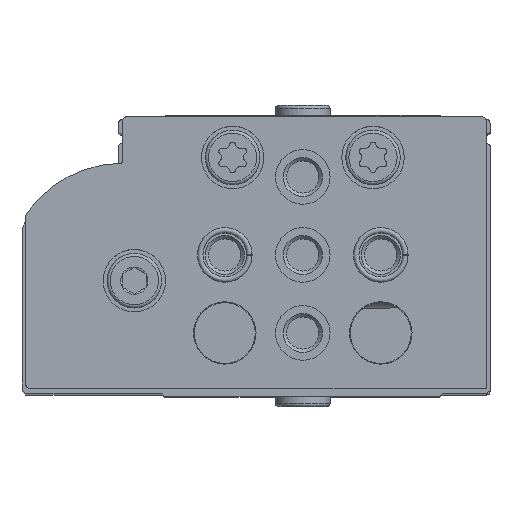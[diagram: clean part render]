
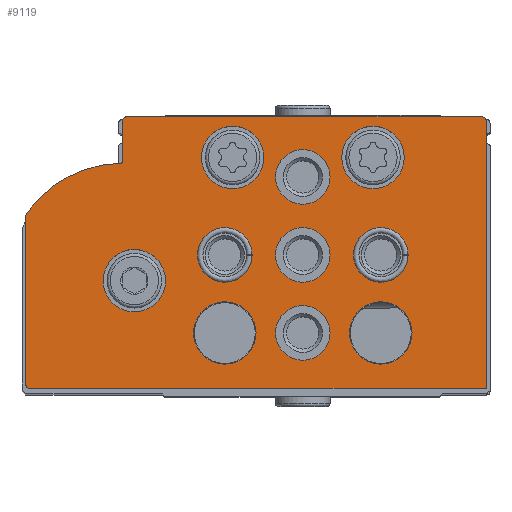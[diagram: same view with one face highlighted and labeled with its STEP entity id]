
A CAD part, top view. The second image highlights one B-rep face of the part: STEP entity #9119.
In plain terms, the highlighted face is planar.
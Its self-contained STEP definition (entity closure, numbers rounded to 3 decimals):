
#912=LINE('',#15433,#1578);
#914=LINE('',#15437,#1580);
#917=LINE('',#15445,#1583);
#922=LINE('',#15461,#1588);
#925=LINE('',#15469,#1591);
#1578=VECTOR('',#12470,1000.);
#1580=VECTOR('',#12474,1000.);
#1583=VECTOR('',#12483,1000.);
#1588=VECTOR('',#12502,1000.);
#1591=VECTOR('',#12511,1000.);
#3400=ORIENTED_EDGE('',*,*,#5070,.T.);
#3401=ORIENTED_EDGE('',*,*,#5071,.T.);
#3402=ORIENTED_EDGE('',*,*,#5072,.T.);
#3403=ORIENTED_EDGE('',*,*,#5073,.T.);
#3404=ORIENTED_EDGE('',*,*,#5074,.T.);
#3405=ORIENTED_EDGE('',*,*,#5075,.T.);
#3406=ORIENTED_EDGE('',*,*,#5076,.T.);
#3407=ORIENTED_EDGE('',*,*,#5077,.T.);
#3408=ORIENTED_EDGE('',*,*,#5078,.T.);
#3409=ORIENTED_EDGE('',*,*,#5079,.T.);
#3410=ORIENTED_EDGE('',*,*,#5047,.F.);
#3411=ORIENTED_EDGE('',*,*,#5068,.F.);
#3412=ORIENTED_EDGE('',*,*,#5066,.F.);
#3413=ORIENTED_EDGE('',*,*,#5064,.F.);
#3414=ORIENTED_EDGE('',*,*,#5062,.T.);
#3415=ORIENTED_EDGE('',*,*,#5060,.F.);
#3416=ORIENTED_EDGE('',*,*,#5058,.F.);
#3417=ORIENTED_EDGE('',*,*,#5056,.F.);
#3418=ORIENTED_EDGE('',*,*,#5054,.F.);
#3419=ORIENTED_EDGE('',*,*,#5052,.F.);
#3420=ORIENTED_EDGE('',*,*,#5050,.F.);
#5047=EDGE_CURVE('',#6059,#6060,#6641,.T.);
#5050=EDGE_CURVE('',#6060,#6061,#912,.T.);
#5052=EDGE_CURVE('',#6061,#6062,#914,.T.);
#5054=EDGE_CURVE('',#6062,#6063,#6642,.T.);
#5056=EDGE_CURVE('',#6063,#6064,#917,.T.);
#5058=EDGE_CURVE('',#6064,#6065,#6643,.T.);
#5060=EDGE_CURVE('',#6065,#6066,#6644,.T.);
#5062=EDGE_CURVE('',#6067,#6066,#6645,.T.);
#5064=EDGE_CURVE('',#6067,#6068,#922,.T.);
#5066=EDGE_CURVE('',#6068,#6069,#6646,.T.);
#5068=EDGE_CURVE('',#6069,#6059,#925,.T.);
#5070=EDGE_CURVE('',#6070,#6070,#6647,.T.);
#5071=EDGE_CURVE('',#6071,#6071,#6648,.T.);
#5072=EDGE_CURVE('',#6072,#6072,#6649,.T.);
#5073=EDGE_CURVE('',#6073,#6073,#6650,.T.);
#5074=EDGE_CURVE('',#6074,#6074,#6651,.T.);
#5075=EDGE_CURVE('',#6075,#6075,#6652,.T.);
#5076=EDGE_CURVE('',#6076,#6076,#6653,.T.);
#5077=EDGE_CURVE('',#6077,#6077,#6654,.T.);
#5078=EDGE_CURVE('',#6078,#6078,#6655,.T.);
#5079=EDGE_CURVE('',#6079,#6079,#6656,.T.);
#6059=VERTEX_POINT('',#15428);
#6060=VERTEX_POINT('',#15429);
#6061=VERTEX_POINT('',#15434);
#6062=VERTEX_POINT('',#15438);
#6063=VERTEX_POINT('',#15442);
#6064=VERTEX_POINT('',#15446);
#6065=VERTEX_POINT('',#15450);
#6066=VERTEX_POINT('',#15454);
#6067=VERTEX_POINT('',#15458);
#6068=VERTEX_POINT('',#15462);
#6069=VERTEX_POINT('',#15466);
#6070=VERTEX_POINT('',#15473);
#6071=VERTEX_POINT('',#15475);
#6072=VERTEX_POINT('',#15477);
#6073=VERTEX_POINT('',#15479);
#6074=VERTEX_POINT('',#15481);
#6075=VERTEX_POINT('',#15483);
#6076=VERTEX_POINT('',#15485);
#6077=VERTEX_POINT('',#15487);
#6078=VERTEX_POINT('',#15489);
#6079=VERTEX_POINT('',#15491);
#6641=CIRCLE('',#10211,0.5);
#6642=CIRCLE('',#10215,0.5);
#6643=CIRCLE('',#10218,1.);
#6644=CIRCLE('',#10220,15.);
#6645=CIRCLE('',#10222,0.3);
#6646=CIRCLE('',#10225,0.5);
#6647=CIRCLE('',#10228,4.);
#6648=CIRCLE('',#10229,4.);
#6649=CIRCLE('',#10230,4.);
#6650=CIRCLE('',#10231,3.5);
#6651=CIRCLE('',#10232,3.5);
#6652=CIRCLE('',#10233,3.5);
#6653=CIRCLE('',#10234,3.5);
#6654=CIRCLE('',#10235,3.5);
#6655=CIRCLE('',#10236,4.);
#6656=CIRCLE('',#10237,4.);
#7336=EDGE_LOOP('',(#3400));
#7337=EDGE_LOOP('',(#3401));
#7338=EDGE_LOOP('',(#3402));
#7339=EDGE_LOOP('',(#3403));
#7340=EDGE_LOOP('',(#3404));
#7341=EDGE_LOOP('',(#3405));
#7342=EDGE_LOOP('',(#3406));
#7343=EDGE_LOOP('',(#3407));
#7344=EDGE_LOOP('',(#3408));
#7345=EDGE_LOOP('',(#3409));
#7346=EDGE_LOOP('',(#3410,#3411,#3412,#3413,#3414,#3415,#3416,#3417,#3418,
#3419,#3420));
#8170=FACE_BOUND('',#7336,.T.);
#8171=FACE_BOUND('',#7337,.T.);
#8172=FACE_BOUND('',#7338,.T.);
#8173=FACE_BOUND('',#7339,.T.);
#8174=FACE_BOUND('',#7340,.T.);
#8175=FACE_BOUND('',#7341,.T.);
#8176=FACE_BOUND('',#7342,.T.);
#8177=FACE_BOUND('',#7343,.T.);
#8178=FACE_BOUND('',#7344,.T.);
#8179=FACE_BOUND('',#7345,.T.);
#8180=FACE_BOUND('',#7346,.T.);
#8685=PLANE('',#10227);
#9119=ADVANCED_FACE('',(#8170,#8171,#8172,#8173,#8174,#8175,#8176,#8177,
#8178,#8179,#8180),#8685,.F.);
#10211=AXIS2_PLACEMENT_3D('',#15427,#12464,#12465);
#10215=AXIS2_PLACEMENT_3D('',#15441,#12478,#12479);
#10218=AXIS2_PLACEMENT_3D('',#15449,#12487,#12488);
#10220=AXIS2_PLACEMENT_3D('',#15453,#12492,#12493);
#10222=AXIS2_PLACEMENT_3D('',#15457,#12497,#12498);
#10225=AXIS2_PLACEMENT_3D('',#15465,#12506,#12507);
#10227=AXIS2_PLACEMENT_3D('',#15471,#12513,#12514);
#10228=AXIS2_PLACEMENT_3D('',#15472,#12515,#12516);
#10229=AXIS2_PLACEMENT_3D('',#15474,#12517,#12518);
#10230=AXIS2_PLACEMENT_3D('',#15476,#12519,#12520);
#10231=AXIS2_PLACEMENT_3D('',#15478,#12521,#12522);
#10232=AXIS2_PLACEMENT_3D('',#15480,#12523,#12524);
#10233=AXIS2_PLACEMENT_3D('',#15482,#12525,#12526);
#10234=AXIS2_PLACEMENT_3D('',#15484,#12527,#12528);
#10235=AXIS2_PLACEMENT_3D('',#15486,#12529,#12530);
#10236=AXIS2_PLACEMENT_3D('',#15488,#12531,#12532);
#10237=AXIS2_PLACEMENT_3D('',#15490,#12533,#12534);
#12464=DIRECTION('',(0.,0.,1.));
#12465=DIRECTION('',(1.,0.,0.));
#12470=DIRECTION('',(0.,-1.,0.));
#12474=DIRECTION('',(1.,0.,0.));
#12478=DIRECTION('',(0.,0.,1.));
#12479=DIRECTION('',(1.,0.,0.));
#12483=DIRECTION('',(0.,1.,0.));
#12487=DIRECTION('',(0.,0.,1.));
#12488=DIRECTION('',(1.,0.,0.));
#12492=DIRECTION('',(0.,0.,1.));
#12493=DIRECTION('',(1.,0.,0.));
#12497=DIRECTION('',(0.,0.,1.));
#12498=DIRECTION('',(1.,0.,0.));
#12502=DIRECTION('',(0.,1.,0.));
#12506=DIRECTION('',(0.,0.,1.));
#12507=DIRECTION('',(1.,0.,0.));
#12511=DIRECTION('',(-1.,0.,0.));
#12513=DIRECTION('',(0.,0.,1.));
#12514=DIRECTION('',(1.,0.,0.));
#12515=DIRECTION('',(0.,0.,1.));
#12516=DIRECTION('',(1.,0.,0.));
#12517=DIRECTION('',(0.,0.,1.));
#12518=DIRECTION('',(1.,0.,0.));
#12519=DIRECTION('',(0.,0.,1.));
#12520=DIRECTION('',(1.,0.,0.));
#12521=DIRECTION('',(0.,0.,1.));
#12522=DIRECTION('',(1.,0.,0.));
#12523=DIRECTION('',(0.,0.,1.));
#12524=DIRECTION('',(1.,0.,0.));
#12525=DIRECTION('',(0.,0.,1.));
#12526=DIRECTION('',(1.,0.,0.));
#12527=DIRECTION('',(0.,0.,1.));
#12528=DIRECTION('',(1.,0.,0.));
#12529=DIRECTION('',(0.,0.,1.));
#12530=DIRECTION('',(1.,0.,0.));
#12531=DIRECTION('',(0.,0.,1.));
#12532=DIRECTION('',(1.,0.,0.));
#12533=DIRECTION('',(0.,0.,1.));
#12534=DIRECTION('',(1.,0.,0.));
#15427=CARTESIAN_POINT('',(0.5,34.3,0.));
#15428=CARTESIAN_POINT('',(0.5,34.8,0.));
#15429=CARTESIAN_POINT('',(0.,34.3,0.));
#15433=CARTESIAN_POINT('',(0.,34.3,0.));
#15434=CARTESIAN_POINT('',(0.,0.,0.));
#15437=CARTESIAN_POINT('',(0.,0.,0.));
#15438=CARTESIAN_POINT('',(58.5,0.,0.));
#15441=CARTESIAN_POINT('',(58.5,0.5,0.));
#15442=CARTESIAN_POINT('',(59.,0.5,0.));
#15445=CARTESIAN_POINT('',(59.,0.5,0.));
#15446=CARTESIAN_POINT('',(59.,21.976,0.));
#15449=CARTESIAN_POINT('',(58.,21.976,0.));
#15450=CARTESIAN_POINT('',(58.814,22.557,0.));
#15453=CARTESIAN_POINT('',(46.6,13.85,0.));
#15454=CARTESIAN_POINT('',(46.894,28.847,0.));
#15457=CARTESIAN_POINT('',(46.9,29.147,0.));
#15458=CARTESIAN_POINT('',(46.6,29.147,0.));
#15461=CARTESIAN_POINT('',(46.6,29.147,0.));
#15462=CARTESIAN_POINT('',(46.6,34.3,0.));
#15465=CARTESIAN_POINT('',(46.1,34.3,0.));
#15466=CARTESIAN_POINT('',(46.1,34.8,0.));
#15469=CARTESIAN_POINT('',(46.1,34.8,0.));
#15471=CARTESIAN_POINT('',(0.5,34.3,0.));
#15472=CARTESIAN_POINT('',(45.1,13.8,0.));
#15473=CARTESIAN_POINT('',(49.1,13.8,0.));
#15474=CARTESIAN_POINT('',(32.5,29.6,0.));
#15475=CARTESIAN_POINT('',(36.5,29.6,0.));
#15476=CARTESIAN_POINT('',(14.5,29.6,0.));
#15477=CARTESIAN_POINT('',(18.5,29.6,0.));
#15478=CARTESIAN_POINT('',(23.5,27.1,0.));
#15479=CARTESIAN_POINT('',(27.,27.1,0.));
#15480=CARTESIAN_POINT('',(33.5,17.1,0.));
#15481=CARTESIAN_POINT('',(37.,17.1,0.));
#15482=CARTESIAN_POINT('',(23.5,17.1,0.));
#15483=CARTESIAN_POINT('',(27.,17.1,0.));
#15484=CARTESIAN_POINT('',(13.5,17.1,0.));
#15485=CARTESIAN_POINT('',(17.,17.1,0.));
#15486=CARTESIAN_POINT('',(23.5,7.1,0.));
#15487=CARTESIAN_POINT('',(27.,7.1,0.));
#15488=CARTESIAN_POINT('',(33.5,7.1,0.));
#15489=CARTESIAN_POINT('',(37.5,7.1,0.));
#15490=CARTESIAN_POINT('',(13.5,7.1,0.));
#15491=CARTESIAN_POINT('',(17.5,7.1,0.));
